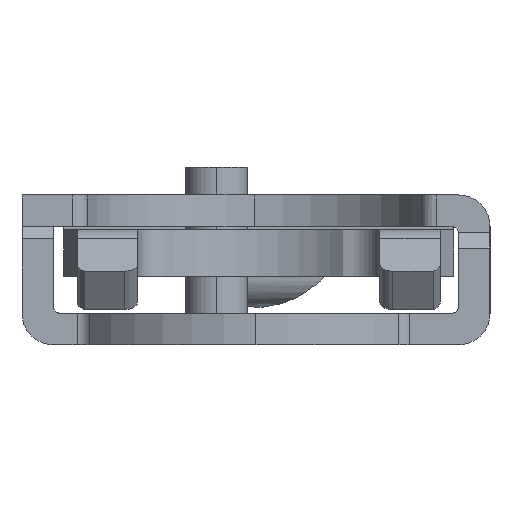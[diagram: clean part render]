
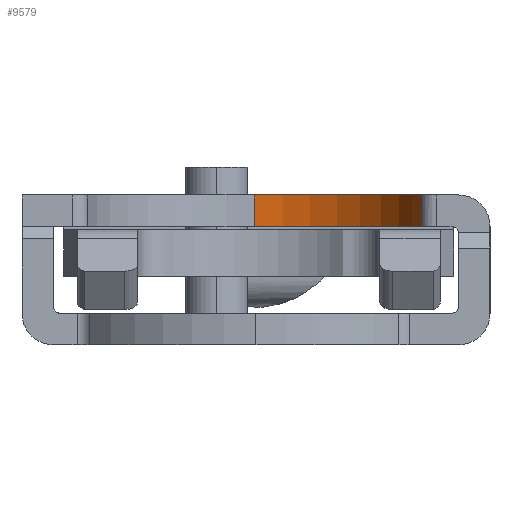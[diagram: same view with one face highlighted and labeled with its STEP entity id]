
A CAD part, left-side view. The second image highlights one B-rep face of the part: STEP entity #9579.
In plain terms, the highlighted cylindrical face has radius 11 mm (diameter 22 mm), a partial arc.
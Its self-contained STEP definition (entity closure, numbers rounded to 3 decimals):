
#1201 = CARTESIAN_POINT ( 'NONE',  ( 1487.158, 1004.854, 7.3 ) ) ;
#1223 = ORIENTED_EDGE ( 'NONE', *, *, #4161, .T. ) ;
#1340 = LINE ( 'NONE', #1201, #1647 ) ;
#1635 = ORIENTED_EDGE ( 'NONE', *, *, #5655, .F. ) ;
#1647 = VECTOR ( 'NONE', #5366, 1000. ) ;
#1739 = VERTEX_POINT ( 'NONE', #9130 ) ;
#2187 = CYLINDRICAL_SURFACE ( 'NONE', #5275, 11. ) ;
#2442 = FACE_OUTER_BOUND ( 'NONE', #3805, .T. ) ;
#2826 = AXIS2_PLACEMENT_3D ( 'NONE', #3133, #3142, #3064 ) ;
#3064 = DIRECTION ( 'NONE',  ( 1., 0., 0. ) ) ;
#3133 = CARTESIAN_POINT ( 'NONE',  ( 1476.158, 1004.854, 7.3 ) ) ;
#3142 = DIRECTION ( 'NONE',  ( 0., 0., 1. ) ) ;
#3232 = CARTESIAN_POINT ( 'NONE',  ( 1487.158, 1004.854, 7.3 ) ) ;
#3246 = VECTOR ( 'NONE', #5997, 1000. ) ;
#3290 = LINE ( 'NONE', #5991, #3246 ) ;
#3415 = EDGE_CURVE ( 'NONE', #1739, #7500, #7178, .T. ) ;
#3805 = EDGE_LOOP ( 'NONE', ( #4562, #4346, #1635, #1223 ) ) ;
#4161 = EDGE_CURVE ( 'NONE', #4540, #10245, #5824, .T. ) ;
#4346 = ORIENTED_EDGE ( 'NONE', *, *, #3415, .F. ) ;
#4540 = VERTEX_POINT ( 'NONE', #5957 ) ;
#4562 = ORIENTED_EDGE ( 'NONE', *, *, #9751, .F. ) ;
#5275 = AXIS2_PLACEMENT_3D ( 'NONE', #6895, #6718, #7022 ) ;
#5366 = DIRECTION ( 'NONE',  ( 0., 0., 1. ) ) ;
#5655 = EDGE_CURVE ( 'NONE', #4540, #1739, #3290, .T. ) ;
#5824 = CIRCLE ( 'NONE', #9079, 11. ) ;
#5867 = CARTESIAN_POINT ( 'NONE',  ( 1487.158, 1004.854, 9.3 ) ) ;
#5957 = CARTESIAN_POINT ( 'NONE',  ( 1478.771, 994.168, 9.3 ) ) ;
#5991 = CARTESIAN_POINT ( 'NONE',  ( 1478.771, 994.168, 7.3 ) ) ;
#5997 = DIRECTION ( 'NONE',  ( 0., 0., -1. ) ) ;
#6718 = DIRECTION ( 'NONE',  ( 0., 0., 1. ) ) ;
#6895 = CARTESIAN_POINT ( 'NONE',  ( 1476.158, 1004.854, 7.3 ) ) ;
#7022 = DIRECTION ( 'NONE',  ( 1., 0., 0. ) ) ;
#7178 = CIRCLE ( 'NONE', #2826, 11. ) ;
#7500 = VERTEX_POINT ( 'NONE', #3232 ) ;
#9079 = AXIS2_PLACEMENT_3D ( 'NONE', #9234, #9221, #9200 ) ;
#9130 = CARTESIAN_POINT ( 'NONE',  ( 1478.771, 994.168, 7.3 ) ) ;
#9200 = DIRECTION ( 'NONE',  ( 1., 0., 0. ) ) ;
#9221 = DIRECTION ( 'NONE',  ( 0., 0., 1. ) ) ;
#9234 = CARTESIAN_POINT ( 'NONE',  ( 1476.158, 1004.854, 9.3 ) ) ;
#9579 = ADVANCED_FACE ( 'NONE', ( #2442 ), #2187, .F. ) ;
#9751 = EDGE_CURVE ( 'NONE', #7500, #10245, #1340, .T. ) ;
#10245 = VERTEX_POINT ( 'NONE', #5867 ) ;
